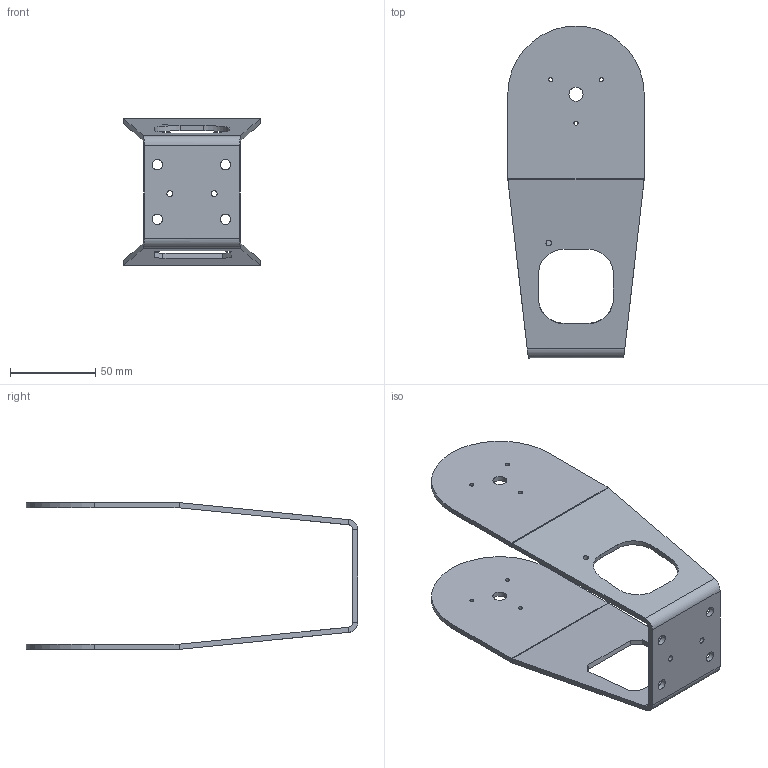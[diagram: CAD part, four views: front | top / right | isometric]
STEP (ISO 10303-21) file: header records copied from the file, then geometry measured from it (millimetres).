
FILE_DESCRIPTION(/* description */ (''),/* implementation_level */ '2;1');
FILE_NAME(/* name */ 'RR-PCSS-2021-W3M1(całość).stp',/* time_stamp */ '2021-10-25T15:18:47+02:00',/* author */ ('marci'),/* organization */ (''),/* preprocessor_version */ 'ST-DEVELOPER v18.1',/* originating_system */ 'Autodesk Inventor 2021',/* authorisation */ '');
FILE_SCHEMA (('AUTOMOTIVE_DESIGN { 1 0 10303 214 3 1 1 }'));
Length unit declared in the file: millimetre
Products named in the file (1): RR-PCSS-2021-W3M1.1
Bounding box: 80 x 194.6 x 86 mm (x, y, z)
Volume: 79472.1 mm3; surface area: 57515.8 mm2
Topology: 1 solids, 1 shells, 69 faces, 184 edges, 123 vertices
Faces by surface type: plane 40, cylinder 28, bspline 1
Full cylindrical faces by diameter (mm): 2.459 x6, 3.4 x2, 6 x4, 8.3 x2
Entity records: 2253 total; most frequent: CARTESIAN_POINT 389, DIRECTION 382, ORIENTED_EDGE 356, EDGE_CURVE 178, AXIS2_PLACEMENT_3D 136, VERTEX_POINT 111, LINE 110, VECTOR 110
